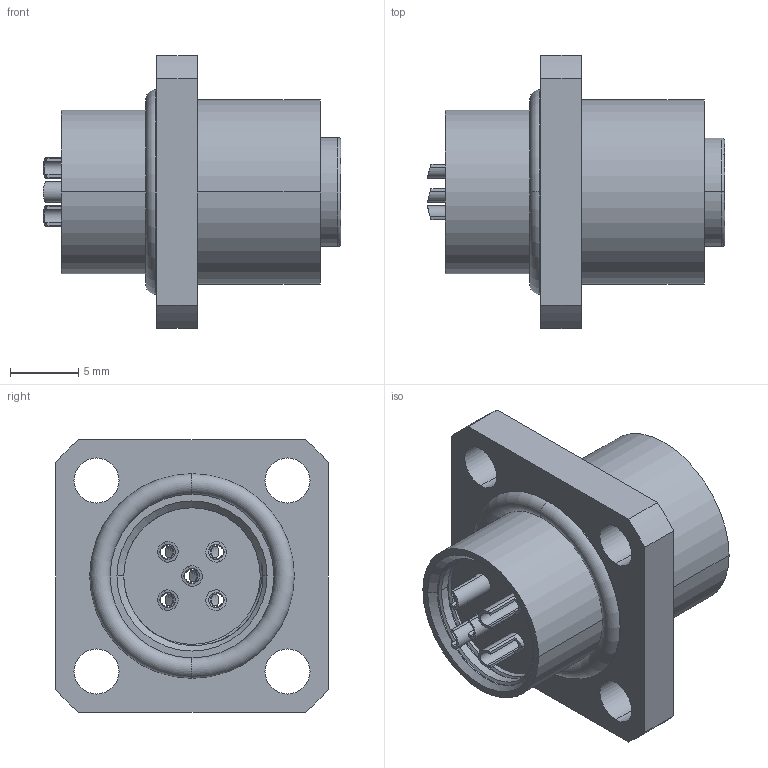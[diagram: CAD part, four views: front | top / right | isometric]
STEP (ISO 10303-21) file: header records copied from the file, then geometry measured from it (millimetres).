
FILE_DESCRIPTION (( 'STEP AP214' ), '1' );
FILE_NAME ('55-00233.STEP', '2024-04-05T16:43:37', ( '' ), ( '' ), 'SwSTEP 2.0', 'SolidWorks 2021', '' );
FILE_SCHEMA (( 'AUTOMOTIVE_DESIGN' ));
Length unit declared in the file: millimetre
Products named in the file (6): 55-00233-05___; 55-00233-03___; 55-00233-01___; 55-00233-04___; 55-00233; 55-00233-02___
Assembly tree (9 placements, depth 2):
  55-00233
    55-00233-01___
    55-00233-02___
    55-00233-03___  x5
    55-00233-04___
    55-00233-05___
Bounding box: 21.8 x 20 x 20 mm (x, y, z)
Volume: 2662.8 mm3; surface area: 4796.4 mm2
Topology: 9 solids, 9 shells, 577 faces, 1472 edges, 933 vertices
Faces by surface type: cylinder 218, plane 168, torus 101, cone 53, bspline 37
Entity records: 10456 total; most frequent: CARTESIAN_POINT 4603, ORIENTED_EDGE 1208, DIRECTION 1169, EDGE_CURVE 604, AXIS2_PLACEMENT_3D 471, VERTEX_POINT 389, EDGE_LOOP 275, FACE_OUTER_BOUND 237
